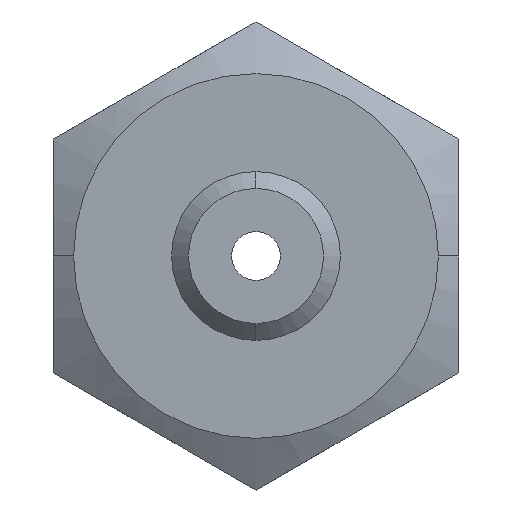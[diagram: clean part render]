
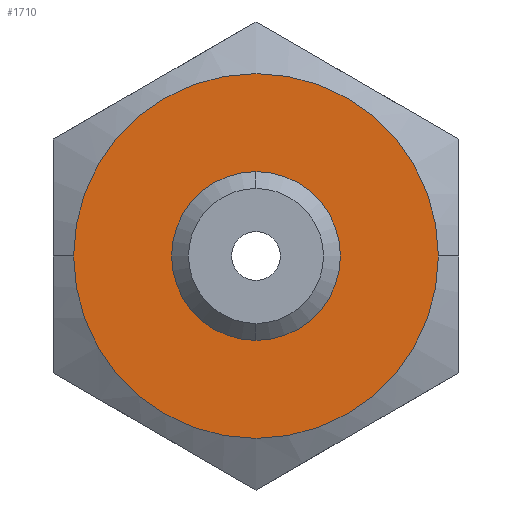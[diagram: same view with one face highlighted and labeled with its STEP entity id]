
A CAD part, left-side view. The second image highlights one B-rep face of the part: STEP entity #1710.
In plain terms, the highlighted planar face has unit normal (-1, 0, 0).
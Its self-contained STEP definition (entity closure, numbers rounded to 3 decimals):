
#1600=CARTESIAN_POINT('POINT82',(11.176,-8.573,
   0.));
#1601=VERTEX_POINT('VERTEX82',#1600);
#1608=CARTESIAN_POINT('POINT83',(11.176,8.573,
   0.));
#1609=VERTEX_POINT('VERTEX83',#1608);
#1610=CARTESIAN_POINT('POS94',(11.176,0.,
   0.));
#1611=DIRECTION('DIR146',(-1.,0.,
   0.));
#1612=DIRECTION('DIR147',(0.,-1.,
   0.));
#1613=AXIS2_PLACEMENT_3D('AXIS53',#1610,#1611,#1612);
#1614=CIRCLE('ELLIPSE24',#1613,8.573);
#1615=EDGE_CURVE('EDGE130',#1609,#1601,#1614,.T.);
#1641=EDGE_CURVE('EDGE132',#1601,#1609,#1614,.T.);
#1686=ORIENTED_EDGE('COEDGE267',*,*,#1641,.T.);
#1687=ORIENTED_EDGE('COEDGE268',*,*,#1615,.T.);
#1688=EDGE_LOOP('NONE',(#1686,#1687));
#1689=FACE_BOUND('LOOP1',#1688,.T.);
#1690=CARTESIAN_POINT('POINT86',(11.176,0.,3.175));
#1691=VERTEX_POINT('VERTEX86',#1690);
#1692=CARTESIAN_POINT('POINT87',(11.176,0.,
   -3.175));
#1693=VERTEX_POINT('VERTEX87',#1692);
#1694=CARTESIAN_POINT('POS101',(11.176,0.,0.));
#1695=DIRECTION('DIR157',(1.,0.,0.));
#1696=DIRECTION('DIR158',(0.,0.,1.));
#1697=AXIS2_PLACEMENT_3D('AXIS57',#1694,#1695,#1696);
#1698=CIRCLE('ELLIPSE26',#1697,3.175);
#1699=EDGE_CURVE('EDGE137',#1691,#1693,#1698,.T.);
#1700=ORIENTED_EDGE('COEDGE269',*,*,#1699,.T.);
#1701=EDGE_CURVE('EDGE138',#1693,#1691,#1698,.T.);
#1702=ORIENTED_EDGE('COEDGE270',*,*,#1701,.T.);
#1703=EDGE_LOOP('NONE',(#1700,#1702));
#1704=FACE_BOUND('LOOP1',#1703,.T.);
#1705=CARTESIAN_POINT('POS102',(11.176,0.,
   0.));
#1706=DIRECTION('DIR159',(-1.,0.,
   0.));
#1707=DIRECTION('DIR160',(0.,1.,
   0.));
#1708=AXIS2_PLACEMENT_3D('AXIS58',#1705,#1706,#1707);
#1709=PLANE('PLANE13',#1708);
#1710=ADVANCED_FACE('FACE55',(#1689,#1704),#1709,.T.);
